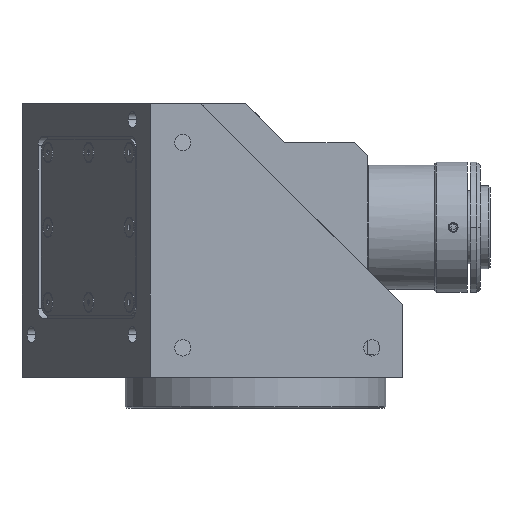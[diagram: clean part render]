
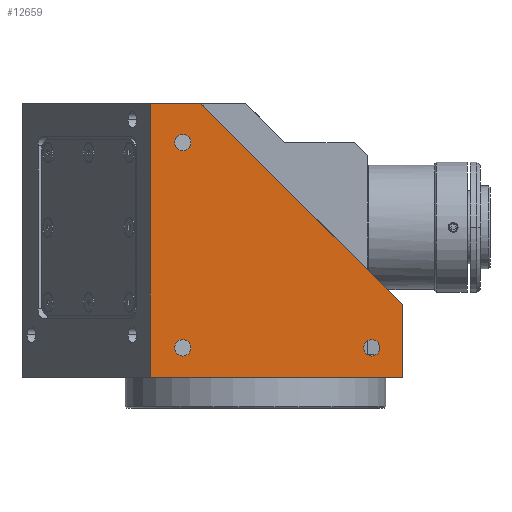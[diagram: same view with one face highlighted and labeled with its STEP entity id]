
A CAD part, front view. The second image highlights one B-rep face of the part: STEP entity #12659.
In plain terms, the highlighted planar face has unit normal (0, -1, 0).
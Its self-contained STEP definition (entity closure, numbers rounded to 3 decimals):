
#94 = CARTESIAN_POINT ( 'NONE',  ( -16.787, -44., 251.355 ) ) ;
#268 = CIRCLE ( 'NONE', #13462, 2.5 ) ;
#361 = CARTESIAN_POINT ( 'NONE',  ( 35.696, -44., 173.855 ) ) ;
#558 = DIRECTION ( 'NONE',  ( 0., 0., 1. ) ) ;
#598 = CARTESIAN_POINT ( 'NONE',  ( 45., -44., 167.355 ) ) ;
#637 = VERTEX_POINT ( 'NONE', #3688 ) ;
#736 = CIRCLE ( 'NONE', #4437, 2.5 ) ;
#1040 = ORIENTED_EDGE ( 'NONE', *, *, #11026, .F. ) ;
#1110 = DIRECTION ( 'NONE',  ( 0., -1., 0. ) ) ;
#1170 = DIRECTION ( 'NONE',  ( 0., 0., 1. ) ) ;
#1337 = EDGE_LOOP ( 'NONE', ( #12280, #6641 ) ) ;
#1380 = FACE_OUTER_BOUND ( 'NONE', #2634, .T. ) ;
#1536 = CIRCLE ( 'NONE', #7574, 2.5 ) ;
#1718 = VERTEX_POINT ( 'NONE', #13825 ) ;
#1849 = AXIS2_PLACEMENT_3D ( 'NONE', #11513, #5740, #13628 ) ;
#2275 = VECTOR ( 'NONE', #4511, 1000. ) ;
#2374 = VERTEX_POINT ( 'NONE', #2481 ) ;
#2481 = CARTESIAN_POINT ( 'NONE',  ( -22.304, -44., 173.855 ) ) ;
#2546 = DIRECTION ( 'NONE',  ( 0., 0., -1. ) ) ;
#2619 = LINE ( 'NONE', #598, #9706 ) ;
#2634 = EDGE_LOOP ( 'NONE', ( #1040, #4174, #7103, #6028, #3194 ) ) ;
#3053 = EDGE_CURVE ( 'NONE', #11818, #8457, #2619, .T. ) ;
#3194 = ORIENTED_EDGE ( 'NONE', *, *, #4116, .T. ) ;
#3240 = CARTESIAN_POINT ( 'NONE',  ( -32.304, -44., 167.355 ) ) ;
#3403 = VERTEX_POINT ( 'NONE', #7093 ) ;
#3587 = EDGE_LOOP ( 'NONE', ( #12633, #13229 ) ) ;
#3688 = CARTESIAN_POINT ( 'NONE',  ( -22.304, -44., 236.855 ) ) ;
#3972 = DIRECTION ( 'NONE',  ( 0., -1., 0. ) ) ;
#4042 = DIRECTION ( 'NONE',  ( 0., 0., -1. ) ) ;
#4116 = EDGE_CURVE ( 'NONE', #8457, #14079, #6683, .T. ) ;
#4174 = ORIENTED_EDGE ( 'NONE', *, *, #11050, .F. ) ;
#4232 = AXIS2_PLACEMENT_3D ( 'NONE', #13820, #9342, #4042 ) ;
#4437 = AXIS2_PLACEMENT_3D ( 'NONE', #14329, #14257, #13375 ) ;
#4511 = DIRECTION ( 'NONE',  ( 0.707, 0., -0.707 ) ) ;
#4699 = CIRCLE ( 'NONE', #4232, 2.5 ) ;
#4727 = DIRECTION ( 'NONE',  ( 1., 0., 0. ) ) ;
#4870 = DIRECTION ( 'NONE',  ( 1., 0., 0. ) ) ;
#5252 = CARTESIAN_POINT ( 'NONE',  ( 45., -44., 189.568 ) ) ;
#5281 = CARTESIAN_POINT ( 'NONE',  ( -22.304, -44., 239.355 ) ) ;
#5400 = VECTOR ( 'NONE', #1170, 1000. ) ;
#5674 = CARTESIAN_POINT ( 'NONE',  ( 45., -44., 157.355 ) ) ;
#5740 = DIRECTION ( 'NONE',  ( 0., -1., 0. ) ) ;
#5755 = VECTOR ( 'NONE', #4727, 1000. ) ;
#5758 = PLANE ( 'NONE',  #7419 ) ;
#6028 = ORIENTED_EDGE ( 'NONE', *, *, #3053, .T. ) ;
#6196 = LINE ( 'NONE', #7292, #7438 ) ;
#6234 = CARTESIAN_POINT ( 'NONE',  ( -22.304, -44., 176.355 ) ) ;
#6290 = DIRECTION ( 'NONE',  ( 0., 0., -1. ) ) ;
#6307 = DIRECTION ( 'NONE',  ( 0., 0., -1. ) ) ;
#6544 = CARTESIAN_POINT ( 'NONE',  ( -22.304, -44., 241.855 ) ) ;
#6641 = ORIENTED_EDGE ( 'NONE', *, *, #9967, .F. ) ;
#6683 = LINE ( 'NONE', #5674, #5400 ) ;
#6771 = CARTESIAN_POINT ( 'NONE',  ( 45., -44., 157.355 ) ) ;
#7093 = CARTESIAN_POINT ( 'NONE',  ( 35.696, -44., 178.855 ) ) ;
#7103 = ORIENTED_EDGE ( 'NONE', *, *, #7141, .F. ) ;
#7141 = EDGE_CURVE ( 'NONE', #11818, #1718, #6196, .T. ) ;
#7292 = CARTESIAN_POINT ( 'NONE',  ( -32.304, -44., 157.355 ) ) ;
#7419 = AXIS2_PLACEMENT_3D ( 'NONE', #6771, #1110, #11172 ) ;
#7438 = VECTOR ( 'NONE', #558, 1000. ) ;
#7519 = VERTEX_POINT ( 'NONE', #8068 ) ;
#7574 = AXIS2_PLACEMENT_3D ( 'NONE', #6234, #10856, #6307 ) ;
#7833 = CIRCLE ( 'NONE', #13144, 2.5 ) ;
#8049 = EDGE_CURVE ( 'NONE', #2374, #7519, #4699, .T. ) ;
#8068 = CARTESIAN_POINT ( 'NONE',  ( -22.304, -44., 178.855 ) ) ;
#8116 = CIRCLE ( 'NONE', #1849, 2.5 ) ;
#8353 = DIRECTION ( 'NONE',  ( 0., -1., 0. ) ) ;
#8457 = VERTEX_POINT ( 'NONE', #10329 ) ;
#8964 = ORIENTED_EDGE ( 'NONE', *, *, #12519, .F. ) ;
#9342 = DIRECTION ( 'NONE',  ( 0., -1., 0. ) ) ;
#9706 = VECTOR ( 'NONE', #4870, 1000. ) ;
#9967 = EDGE_CURVE ( 'NONE', #7519, #2374, #1536, .T. ) ;
#10018 = LINE ( 'NONE', #94, #2275 ) ;
#10329 = CARTESIAN_POINT ( 'NONE',  ( 45., -44., 167.355 ) ) ;
#10452 = CARTESIAN_POINT ( 'NONE',  ( 35.696, -44., 176.355 ) ) ;
#10849 = VERTEX_POINT ( 'NONE', #6544 ) ;
#10856 = DIRECTION ( 'NONE',  ( 0., -1., 0. ) ) ;
#11026 = EDGE_CURVE ( 'NONE', #12836, #14079, #10018, .T. ) ;
#11050 = EDGE_CURVE ( 'NONE', #1718, #12836, #11445, .T. ) ;
#11105 = EDGE_CURVE ( 'NONE', #13538, #3403, #7833, .T. ) ;
#11172 = DIRECTION ( 'NONE',  ( 1., 0., 0. ) ) ;
#11243 = FACE_BOUND ( 'NONE', #12443, .T. ) ;
#11445 = LINE ( 'NONE', #12624, #5755 ) ;
#11513 = CARTESIAN_POINT ( 'NONE',  ( -22.304, -44., 239.355 ) ) ;
#11534 = CARTESIAN_POINT ( 'NONE',  ( -16.787, -44., 251.355 ) ) ;
#11818 = VERTEX_POINT ( 'NONE', #3240 ) ;
#12280 = ORIENTED_EDGE ( 'NONE', *, *, #8049, .F. ) ;
#12330 = ORIENTED_EDGE ( 'NONE', *, *, #13655, .F. ) ;
#12443 = EDGE_LOOP ( 'NONE', ( #8964, #12330 ) ) ;
#12519 = EDGE_CURVE ( 'NONE', #637, #10849, #8116, .T. ) ;
#12624 = CARTESIAN_POINT ( 'NONE',  ( 45., -44., 251.355 ) ) ;
#12633 = ORIENTED_EDGE ( 'NONE', *, *, #11105, .F. ) ;
#12659 = ADVANCED_FACE ( 'NONE', ( #11243, #13571, #13356, #1380 ), #5758, .T. ) ;
#12836 = VERTEX_POINT ( 'NONE', #11534 ) ;
#13144 = AXIS2_PLACEMENT_3D ( 'NONE', #10452, #8353, #2546 ) ;
#13229 = ORIENTED_EDGE ( 'NONE', *, *, #13846, .F. ) ;
#13356 = FACE_BOUND ( 'NONE', #1337, .T. ) ;
#13375 = DIRECTION ( 'NONE',  ( 0., 0., -1. ) ) ;
#13462 = AXIS2_PLACEMENT_3D ( 'NONE', #5281, #3972, #6290 ) ;
#13538 = VERTEX_POINT ( 'NONE', #361 ) ;
#13571 = FACE_BOUND ( 'NONE', #3587, .T. ) ;
#13628 = DIRECTION ( 'NONE',  ( 0., 0., -1. ) ) ;
#13655 = EDGE_CURVE ( 'NONE', #10849, #637, #268, .T. ) ;
#13820 = CARTESIAN_POINT ( 'NONE',  ( -22.304, -44., 176.355 ) ) ;
#13825 = CARTESIAN_POINT ( 'NONE',  ( -32.304, -44., 251.355 ) ) ;
#13846 = EDGE_CURVE ( 'NONE', #3403, #13538, #736, .T. ) ;
#14079 = VERTEX_POINT ( 'NONE', #5252 ) ;
#14257 = DIRECTION ( 'NONE',  ( 0., -1., 0. ) ) ;
#14329 = CARTESIAN_POINT ( 'NONE',  ( 35.696, -44., 176.355 ) ) ;
